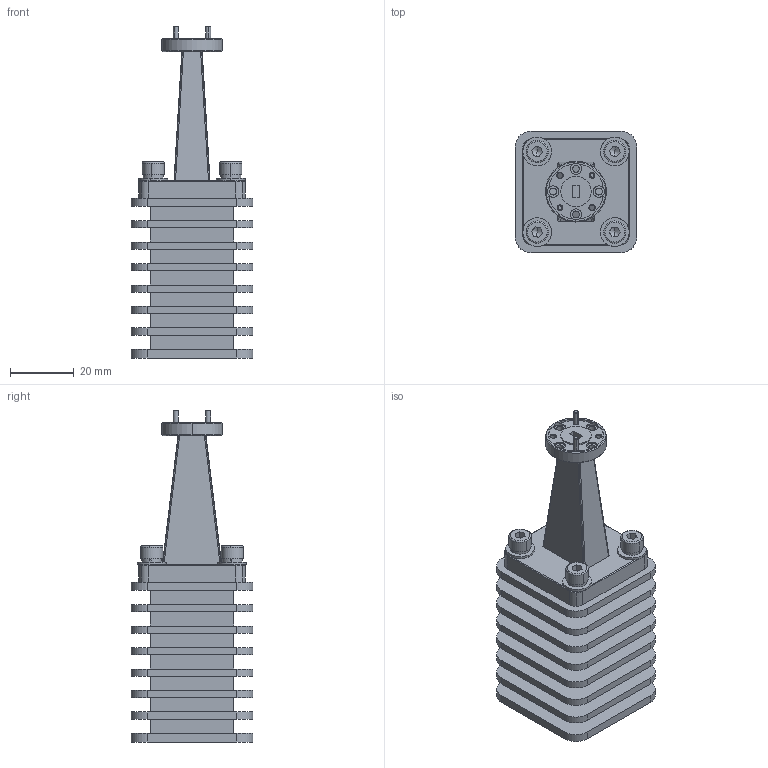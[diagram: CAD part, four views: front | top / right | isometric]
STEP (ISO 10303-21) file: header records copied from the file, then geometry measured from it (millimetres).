
FILE_DESCRIPTION (( 'STEP AP203' ), '1' );
FILE_NAME ('SWL-1547-S8.STEP', '2021-04-28T19:23:30', ( '' ), ( '' ), 'SwSTEP 2.0', 'SolidWorks 2021', '' );
FILE_SCHEMA (( 'CONFIG_CONTROL_DESIGN' ));
Length unit declared in the file: inch
Products named in the file (1): SWL-1547-S8
Bounding box: 38.1 x 38.1 x 103.97 mm (x, y, z)
Volume: 61044 mm3; surface area: 26231.6 mm2
Topology: 2 solids, 2 shells, 379 faces, 984 edges, 636 vertices
Faces by surface type: plane 183, cylinder 148, cone 32, torus 16
Entity records: 11707 total; most frequent: CARTESIAN_POINT 2176, DIRECTION 2068, ORIENTED_EDGE 1952, EDGE_CURVE 976, AXIS2_PLACEMENT_3D 784, VERTEX_POINT 636, VECTOR 500, LINE 500
